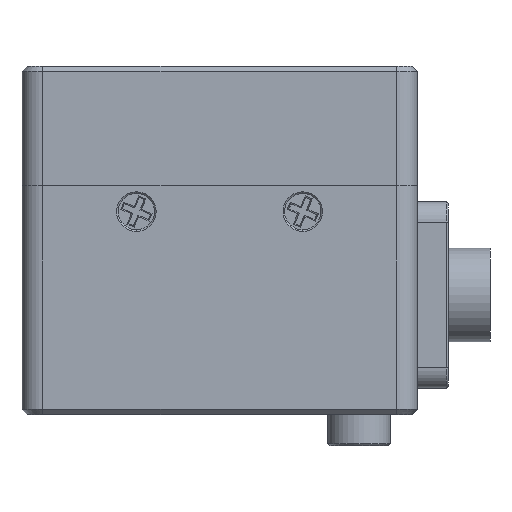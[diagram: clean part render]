
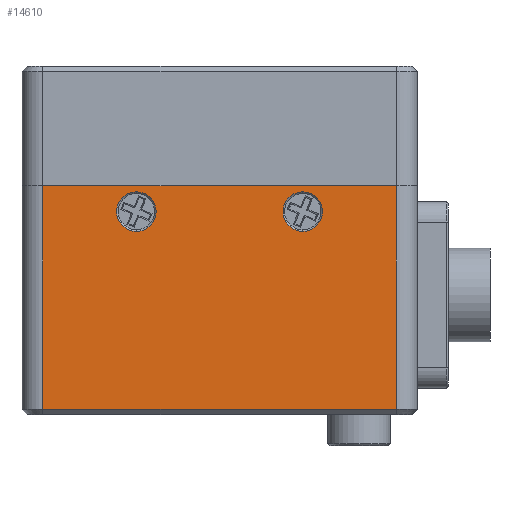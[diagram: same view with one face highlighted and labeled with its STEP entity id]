
A CAD part, left-side view. The second image highlights one B-rep face of the part: STEP entity #14610.
In plain terms, the highlighted planar face has unit normal (-1, 0, 0).
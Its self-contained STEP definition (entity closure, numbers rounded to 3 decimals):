
#115 = CARTESIAN_POINT ( 'NONE',  ( -5., 22., 9.42 ) ) ;
#134 = VECTOR ( 'NONE', #13846, 1000. ) ;
#143 = CARTESIAN_POINT ( 'NONE',  ( -5., -3., -7.7 ) ) ;
#668 = CARTESIAN_POINT ( 'NONE',  ( -5., 6., 13.22 ) ) ;
#1008 = EDGE_CURVE ( 'NONE', #13861, #6221, #13491, .T. ) ;
#1126 = DIRECTION ( 'NONE',  ( 1., 0., 0. ) ) ;
#1671 = EDGE_CURVE ( 'NONE', #13861, #7225, #5612, .T. ) ;
#1853 = DIRECTION ( 'NONE',  ( 1., 0., 0. ) ) ;
#2024 = DIRECTION ( 'NONE',  ( 0., 1., 0. ) ) ;
#2195 = VERTEX_POINT ( 'NONE', #16844 ) ;
#2257 = ORIENTED_EDGE ( 'NONE', *, *, #1008, .T. ) ;
#3007 = DIRECTION ( 'NONE',  ( 0., -1., 0. ) ) ;
#3084 = EDGE_LOOP ( 'NONE', ( #15083, #16464 ) ) ;
#3279 = DIRECTION ( 'NONE',  ( 1., 0., 0. ) ) ;
#3363 = FACE_OUTER_BOUND ( 'NONE', #7089, .T. ) ;
#3637 = DIRECTION ( 'NONE',  ( 0., 0., 1. ) ) ;
#3719 = DIRECTION ( 'NONE',  ( 0., 1., 0. ) ) ;
#3749 = EDGE_CURVE ( 'NONE', #6917, #16994, #16988, .T. ) ;
#3955 = CIRCLE ( 'NONE', #7134, 1.9 ) ;
#4267 = EDGE_CURVE ( 'NONE', #15538, #2195, #14881, .T. ) ;
#4889 = FACE_BOUND ( 'NONE', #12185, .T. ) ;
#5009 = VERTEX_POINT ( 'NONE', #143 ) ;
#5130 = VECTOR ( 'NONE', #3007, 1000. ) ;
#5204 = AXIS2_PLACEMENT_3D ( 'NONE', #7235, #5620, #15024 ) ;
#5232 = DIRECTION ( 'NONE',  ( 0., -1., 0. ) ) ;
#5538 = LINE ( 'NONE', #12377, #5130 ) ;
#5612 = LINE ( 'NONE', #9756, #5754 ) ;
#5620 = DIRECTION ( 'NONE',  ( 1., 0., 0. ) ) ;
#5754 = VECTOR ( 'NONE', #5232, 1000. ) ;
#5990 = EDGE_CURVE ( 'NONE', #6221, #5009, #5538, .T. ) ;
#5997 = AXIS2_PLACEMENT_3D ( 'NONE', #8587, #7217, #8676 ) ;
#6148 = CIRCLE ( 'NONE', #7002, 1.9 ) ;
#6221 = VERTEX_POINT ( 'NONE', #14735 ) ;
#6237 = CARTESIAN_POINT ( 'NONE',  ( -5., 33., 13.8 ) ) ;
#6917 = VERTEX_POINT ( 'NONE', #9610 ) ;
#7002 = AXIS2_PLACEMENT_3D ( 'NONE', #16036, #1126, #3719 ) ;
#7089 = EDGE_LOOP ( 'NONE', ( #2257, #11312, #8214, #16952 ) ) ;
#7134 = AXIS2_PLACEMENT_3D ( 'NONE', #8878, #1853, #14318 ) ;
#7217 = DIRECTION ( 'NONE',  ( 1., 0., 0. ) ) ;
#7225 = VERTEX_POINT ( 'NONE', #15643 ) ;
#7235 = CARTESIAN_POINT ( 'NONE',  ( -5., 22., 11.32 ) ) ;
#7691 = CARTESIAN_POINT ( 'NONE',  ( -5., 31., 13.8 ) ) ;
#8214 = ORIENTED_EDGE ( 'NONE', *, *, #11803, .T. ) ;
#8587 = CARTESIAN_POINT ( 'NONE',  ( -5., 6., 11.32 ) ) ;
#8676 = DIRECTION ( 'NONE',  ( 0., 1., 0. ) ) ;
#8761 = ORIENTED_EDGE ( 'NONE', *, *, #4267, .T. ) ;
#8878 = CARTESIAN_POINT ( 'NONE',  ( -5., 22., 11.32 ) ) ;
#9610 = CARTESIAN_POINT ( 'NONE',  ( -5., 22., 13.22 ) ) ;
#9756 = CARTESIAN_POINT ( 'NONE',  ( -5., 33., 13.8 ) ) ;
#10262 = ORIENTED_EDGE ( 'NONE', *, *, #17513, .T. ) ;
#11312 = ORIENTED_EDGE ( 'NONE', *, *, #5990, .T. ) ;
#11428 = VECTOR ( 'NONE', #3637, 1000. ) ;
#11803 = EDGE_CURVE ( 'NONE', #5009, #7225, #14597, .T. ) ;
#12009 = EDGE_CURVE ( 'NONE', #16994, #6917, #3955, .T. ) ;
#12185 = EDGE_LOOP ( 'NONE', ( #8761, #10262 ) ) ;
#12377 = CARTESIAN_POINT ( 'NONE',  ( -5., 33., -7.7 ) ) ;
#12397 = AXIS2_PLACEMENT_3D ( 'NONE', #6237, #3279, #2024 ) ;
#12925 = FACE_BOUND ( 'NONE', #3084, .T. ) ;
#13491 = LINE ( 'NONE', #17629, #134 ) ;
#13846 = DIRECTION ( 'NONE',  ( 0., 0., -1. ) ) ;
#13861 = VERTEX_POINT ( 'NONE', #7691 ) ;
#14318 = DIRECTION ( 'NONE',  ( 0., 1., 0. ) ) ;
#14597 = LINE ( 'NONE', #16142, #11428 ) ;
#14610 = ADVANCED_FACE ( 'NONE', ( #4889, #12925, #3363 ), #17134, .F. ) ;
#14735 = CARTESIAN_POINT ( 'NONE',  ( -5., 31., -7.7 ) ) ;
#14881 = CIRCLE ( 'NONE', #5997, 1.9 ) ;
#15024 = DIRECTION ( 'NONE',  ( 0., 1., 0. ) ) ;
#15083 = ORIENTED_EDGE ( 'NONE', *, *, #3749, .T. ) ;
#15538 = VERTEX_POINT ( 'NONE', #668 ) ;
#15643 = CARTESIAN_POINT ( 'NONE',  ( -5., -3., 13.8 ) ) ;
#16036 = CARTESIAN_POINT ( 'NONE',  ( -5., 6., 11.32 ) ) ;
#16142 = CARTESIAN_POINT ( 'NONE',  ( -5., -3., 13.8 ) ) ;
#16464 = ORIENTED_EDGE ( 'NONE', *, *, #12009, .T. ) ;
#16844 = CARTESIAN_POINT ( 'NONE',  ( -5., 6., 9.42 ) ) ;
#16952 = ORIENTED_EDGE ( 'NONE', *, *, #1671, .F. ) ;
#16988 = CIRCLE ( 'NONE', #5204, 1.9 ) ;
#16994 = VERTEX_POINT ( 'NONE', #115 ) ;
#17134 = PLANE ( 'NONE',  #12397 ) ;
#17513 = EDGE_CURVE ( 'NONE', #2195, #15538, #6148, .T. ) ;
#17629 = CARTESIAN_POINT ( 'NONE',  ( -5., 31., 13.8 ) ) ;
